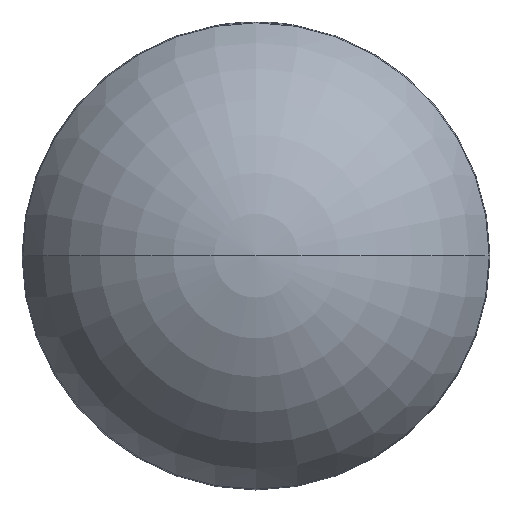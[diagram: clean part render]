
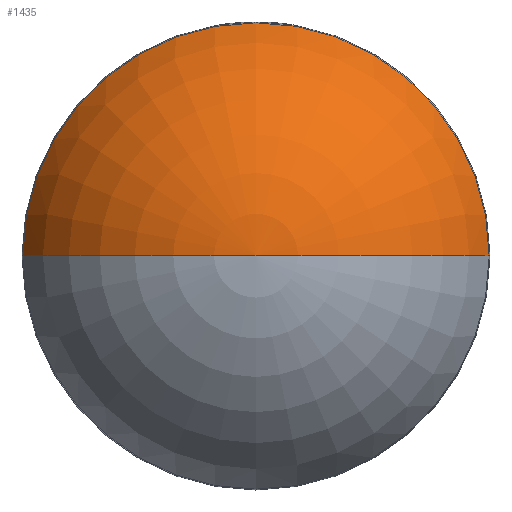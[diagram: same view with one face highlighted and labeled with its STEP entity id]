
A CAD part, top view. The second image highlights one B-rep face of the part: STEP entity #1435.
In plain terms, the highlighted toroidal (fillet/blend) face has major radius 0.005 mm and minor radius 27.6 mm.
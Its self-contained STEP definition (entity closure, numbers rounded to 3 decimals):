
#42 = TOROIDAL_SURFACE ( 'NONE', #790, 0.005, 27.6 ) ;
#69 = CARTESIAN_POINT ( 'NONE',  ( 11.356, 14.197, 67.223 ) ) ;
#82 = DIRECTION ( 'NONE',  ( 1., 0., 0. ) ) ;
#87 = DIRECTION ( 'NONE',  ( 0., 0., 1. ) ) ;
#190 = DIRECTION ( 'NONE',  ( 0., 0., 1. ) ) ;
#207 = CIRCLE ( 'NONE', #1839, 25.303 ) ;
#209 = DIRECTION ( 'NONE',  ( -1., 0., 0. ) ) ;
#338 = EDGE_CURVE ( 'NONE', #1915, #1959, #598, .T. ) ;
#399 = CARTESIAN_POINT ( 'NONE',  ( -13.947, 14.197, 83.788 ) ) ;
#495 = DIRECTION ( 'NONE',  ( -1., 0., 0. ) ) ;
#514 = AXIS2_PLACEMENT_3D ( 'NONE', #1727, #1062, #1074 ) ;
#517 = CARTESIAN_POINT ( 'NONE',  ( -13.953, 14.197, 56.188 ) ) ;
#598 = CIRCLE ( 'NONE', #1280, 27.6 ) ;
#684 = CARTESIAN_POINT ( 'NONE',  ( -39.251, 14.197, 67.223 ) ) ;
#749 = EDGE_CURVE ( 'NONE', #1999, #1915, #207, .T. ) ;
#790 = AXIS2_PLACEMENT_3D ( 'NONE', #1070, #87, #82 ) ;
#1058 = FACE_OUTER_BOUND ( 'NONE', #1628, .T. ) ;
#1062 = DIRECTION ( 'NONE',  ( 0., -1., 0. ) ) ;
#1070 = CARTESIAN_POINT ( 'NONE',  ( -13.947, 14.197, 56.188 ) ) ;
#1074 = DIRECTION ( 'NONE',  ( 0., 0., -1. ) ) ;
#1079 = CIRCLE ( 'NONE', #514, 27.6 ) ;
#1160 = CARTESIAN_POINT ( 'NONE',  ( -13.947, 14.197, 67.223 ) ) ;
#1261 = ORIENTED_EDGE ( 'NONE', *, *, #749, .T. ) ;
#1280 = AXIS2_PLACEMENT_3D ( 'NONE', #517, #1693, #209 ) ;
#1435 = ADVANCED_FACE ( 'NONE', ( #1058 ), #42, .T. ) ;
#1628 = EDGE_LOOP ( 'NONE', ( #1261, #1656, #1881 ) ) ;
#1656 = ORIENTED_EDGE ( 'NONE', *, *, #338, .T. ) ;
#1693 = DIRECTION ( 'NONE',  ( 0., 1., 0. ) ) ;
#1727 = CARTESIAN_POINT ( 'NONE',  ( -13.942, 14.197, 56.188 ) ) ;
#1839 = AXIS2_PLACEMENT_3D ( 'NONE', #1160, #190, #495 ) ;
#1881 = ORIENTED_EDGE ( 'NONE', *, *, #1937, .F. ) ;
#1915 = VERTEX_POINT ( 'NONE', #684 ) ;
#1937 = EDGE_CURVE ( 'NONE', #1999, #1959, #1079, .T. ) ;
#1959 = VERTEX_POINT ( 'NONE', #399 ) ;
#1999 = VERTEX_POINT ( 'NONE', #69 ) ;
